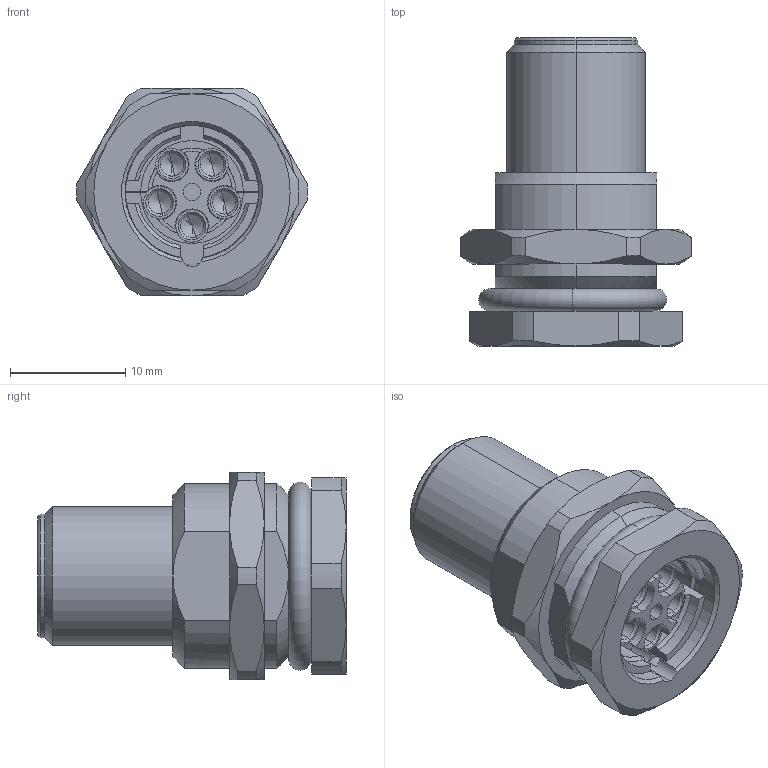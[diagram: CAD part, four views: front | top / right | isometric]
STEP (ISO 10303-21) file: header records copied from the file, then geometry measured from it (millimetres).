
FILE_DESCRIPTION (( 'STEP AP203' ), '1' );
FILE_NAME ('P232.STEP', '2020-05-15T07:25:08', ( 'edpusr' ), ( 'Microsoft' ), 'SwSTEP 2.0', 'SolidWorks 2015', '' );
FILE_SCHEMA (( 'CONFIG_CONTROL_DESIGN' ));
Length unit declared in the file: millimetre
Products named in the file (1): P232
Bounding box: 19.99 x 26.7 x 18 mm (x, y, z)
Volume: 3460.8 mm3; surface area: 6192.2 mm2
Topology: 1 solids, 3 shells, 441 faces, 1154 edges, 726 vertices
Faces by surface type: cylinder 193, plane 147, cone 84, torus 17
Entity records: 14284 total; most frequent: CARTESIAN_POINT 3140, DIRECTION 2443, ORIENTED_EDGE 2284, EDGE_CURVE 1142, AXIS2_PLACEMENT_3D 991, VERTEX_POINT 726, CIRCLE 549, EDGE_LOOP 494
